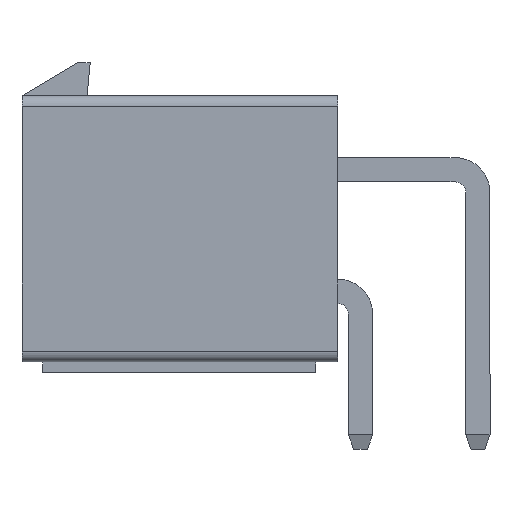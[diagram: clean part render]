
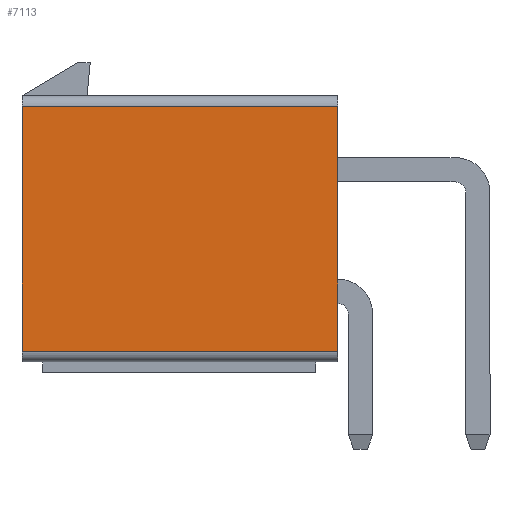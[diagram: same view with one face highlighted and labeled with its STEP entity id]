
A CAD part, left-side view. The second image highlights one B-rep face of the part: STEP entity #7113.
In plain terms, the highlighted face is planar.
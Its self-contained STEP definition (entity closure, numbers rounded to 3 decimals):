
#822=ORIENTED_EDGE('',*,*,#2000,.F.);
#823=ORIENTED_EDGE('',*,*,#1623,.F.);
#824=ORIENTED_EDGE('',*,*,#2001,.F.);
#825=ORIENTED_EDGE('',*,*,#1627,.F.);
#1623=EDGE_CURVE('',#2312,#2314,#2783,.T.);
#1627=EDGE_CURVE('',#2316,#2318,#2785,.T.);
#2000=EDGE_CURVE('',#2314,#2316,#3131,.T.);
#2001=EDGE_CURVE('',#2318,#2312,#3132,.T.);
#2312=VERTEX_POINT('',#9119);
#2314=VERTEX_POINT('',#9122);
#2316=VERTEX_POINT('',#9128);
#2318=VERTEX_POINT('',#9131);
#2783=LINE('',#9121,#3443);
#2785=LINE('',#9130,#3445);
#3131=LINE('',#9884,#3791);
#3132=LINE('',#9885,#3792);
#3443=VECTOR('',#7737,1000.);
#3445=VECTOR('',#7745,1000.);
#3791=VECTOR('',#8421,1000.);
#3792=VECTOR('',#8422,1000.);
#4189=EDGE_LOOP('',(#822,#823,#824,#825));
#4500=FACE_BOUND('',#4189,.T.);
#4795=PLANE('',#7443);
#7113=ADVANCED_FACE('',(#4500),#4795,.F.);
#7443=AXIS2_PLACEMENT_3D('',#9883,#8419,#8420);
#7737=DIRECTION('',(0.,-1.,0.));
#7745=DIRECTION('',(0.,1.,0.));
#8419=DIRECTION('',(-1.,0.,0.));
#8420=DIRECTION('',(0.,-1.,0.));
#8421=DIRECTION('',(0.,0.,1.));
#8422=DIRECTION('',(0.,0.,-1.));
#9119=CARTESIAN_POINT('',(6.025,7.4,-5.74));
#9121=CARTESIAN_POINT('',(6.025,7.4,-5.74));
#9122=CARTESIAN_POINT('',(6.025,-7.4,-5.74));
#9128=CARTESIAN_POINT('',(6.025,-7.4,5.74));
#9130=CARTESIAN_POINT('',(6.025,-7.4,5.74));
#9131=CARTESIAN_POINT('',(6.025,7.4,5.74));
#9883=CARTESIAN_POINT('',(6.025,0.,0.));
#9884=CARTESIAN_POINT('',(6.025,-7.4,-6.24));
#9885=CARTESIAN_POINT('',(6.025,7.4,6.24));
